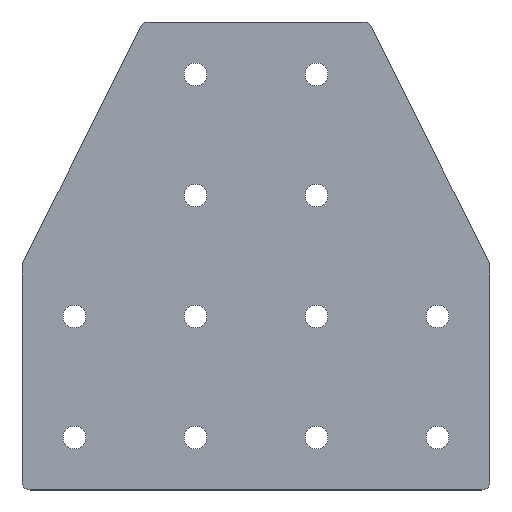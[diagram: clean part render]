
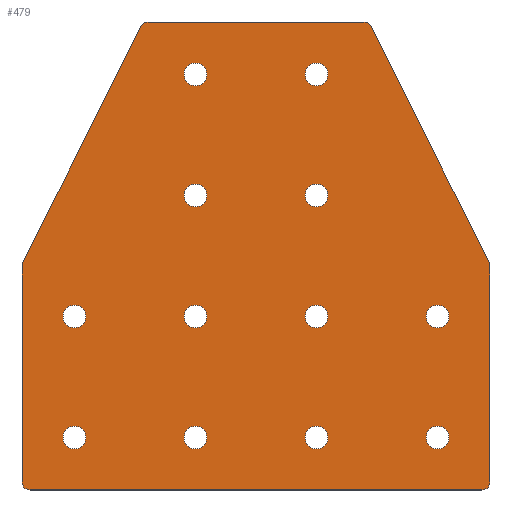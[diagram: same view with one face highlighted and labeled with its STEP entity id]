
A CAD part, top view. The second image highlights one B-rep face of the part: STEP entity #479.
In plain terms, the highlighted planar face has unit normal (0, 0, 1).
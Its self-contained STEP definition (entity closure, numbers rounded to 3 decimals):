
#15=FACE_BOUND('',#88,.T.);
#16=FACE_BOUND('',#89,.T.);
#17=FACE_BOUND('',#90,.T.);
#18=FACE_BOUND('',#91,.T.);
#19=FACE_BOUND('',#92,.T.);
#20=FACE_BOUND('',#93,.T.);
#21=FACE_BOUND('',#94,.T.);
#22=FACE_BOUND('',#95,.T.);
#23=FACE_BOUND('',#96,.T.);
#24=FACE_BOUND('',#97,.T.);
#25=FACE_BOUND('',#98,.T.);
#26=FACE_BOUND('',#99,.T.);
#52=PLANE('',#509);
#61=FACE_OUTER_BOUND('',#87,.T.);
#87=EDGE_LOOP('',(#347,#348,#349,#350,#351,#352,#353,#354,#355,#356,#357,
#358));
#88=EDGE_LOOP('',(#359));
#89=EDGE_LOOP('',(#360));
#90=EDGE_LOOP('',(#361));
#91=EDGE_LOOP('',(#362));
#92=EDGE_LOOP('',(#363));
#93=EDGE_LOOP('',(#364));
#94=EDGE_LOOP('',(#365));
#95=EDGE_LOOP('',(#366));
#96=EDGE_LOOP('',(#367));
#97=EDGE_LOOP('',(#368));
#98=EDGE_LOOP('',(#369));
#99=EDGE_LOOP('',(#370));
#149=LINE('',#729,#173);
#152=LINE('',#735,#176);
#153=LINE('',#739,#177);
#154=LINE('',#743,#178);
#155=LINE('',#747,#179);
#156=LINE('',#751,#180);
#173=VECTOR('',#579,80.292);
#176=VECTOR('',#584,98.061);
#177=VECTOR('',#587,80.292);
#178=VECTOR('',#590,98.061);
#179=VECTOR('',#593,80.292);
#180=VECTOR('',#596,168.);
#195=CIRCLE('',#506,3.);
#197=CIRCLE('',#510,3.);
#198=CIRCLE('',#511,3.);
#199=CIRCLE('',#512,3.);
#200=CIRCLE('',#513,3.);
#201=CIRCLE('',#514,3.);
#202=CIRCLE('',#515,4.25);
#203=CIRCLE('',#516,4.25);
#204=CIRCLE('',#517,4.25);
#205=CIRCLE('',#518,4.25);
#206=CIRCLE('',#519,4.25);
#207=CIRCLE('',#520,4.25);
#208=CIRCLE('',#521,4.25);
#209=CIRCLE('',#522,4.25);
#210=CIRCLE('',#523,4.25);
#211=CIRCLE('',#524,4.25);
#212=CIRCLE('',#525,4.25);
#213=CIRCLE('',#526,4.25);
#231=VERTEX_POINT('',#719);
#232=VERTEX_POINT('',#720);
#235=VERTEX_POINT('',#728);
#237=VERTEX_POINT('',#734);
#238=VERTEX_POINT('',#736);
#239=VERTEX_POINT('',#738);
#240=VERTEX_POINT('',#740);
#241=VERTEX_POINT('',#742);
#242=VERTEX_POINT('',#744);
#243=VERTEX_POINT('',#746);
#244=VERTEX_POINT('',#748);
#245=VERTEX_POINT('',#750);
#246=VERTEX_POINT('',#753);
#247=VERTEX_POINT('',#755);
#248=VERTEX_POINT('',#757);
#249=VERTEX_POINT('',#759);
#250=VERTEX_POINT('',#761);
#251=VERTEX_POINT('',#763);
#252=VERTEX_POINT('',#765);
#253=VERTEX_POINT('',#767);
#254=VERTEX_POINT('',#769);
#255=VERTEX_POINT('',#771);
#256=VERTEX_POINT('',#773);
#257=VERTEX_POINT('',#775);
#279=EDGE_CURVE('',#231,#232,#195,.T.);
#283=EDGE_CURVE('',#235,#232,#149,.T.);
#286=EDGE_CURVE('',#231,#237,#152,.T.);
#287=EDGE_CURVE('',#238,#237,#197,.T.);
#288=EDGE_CURVE('',#238,#239,#153,.T.);
#289=EDGE_CURVE('',#240,#239,#198,.T.);
#290=EDGE_CURVE('',#240,#241,#154,.T.);
#291=EDGE_CURVE('',#242,#241,#199,.T.);
#292=EDGE_CURVE('',#242,#243,#155,.T.);
#293=EDGE_CURVE('',#244,#243,#200,.T.);
#294=EDGE_CURVE('',#244,#245,#156,.T.);
#295=EDGE_CURVE('',#235,#245,#201,.T.);
#296=EDGE_CURVE('',#246,#246,#202,.T.);
#297=EDGE_CURVE('',#247,#247,#203,.T.);
#298=EDGE_CURVE('',#248,#248,#204,.T.);
#299=EDGE_CURVE('',#249,#249,#205,.T.);
#300=EDGE_CURVE('',#250,#250,#206,.T.);
#301=EDGE_CURVE('',#251,#251,#207,.T.);
#302=EDGE_CURVE('',#252,#252,#208,.T.);
#303=EDGE_CURVE('',#253,#253,#209,.T.);
#304=EDGE_CURVE('',#254,#254,#210,.T.);
#305=EDGE_CURVE('',#255,#255,#211,.T.);
#306=EDGE_CURVE('',#256,#256,#212,.T.);
#307=EDGE_CURVE('',#257,#257,#213,.T.);
#347=ORIENTED_EDGE('',*,*,#279,.F.);
#348=ORIENTED_EDGE('',*,*,#286,.T.);
#349=ORIENTED_EDGE('',*,*,#287,.F.);
#350=ORIENTED_EDGE('',*,*,#288,.T.);
#351=ORIENTED_EDGE('',*,*,#289,.F.);
#352=ORIENTED_EDGE('',*,*,#290,.T.);
#353=ORIENTED_EDGE('',*,*,#291,.F.);
#354=ORIENTED_EDGE('',*,*,#292,.T.);
#355=ORIENTED_EDGE('',*,*,#293,.F.);
#356=ORIENTED_EDGE('',*,*,#294,.T.);
#357=ORIENTED_EDGE('',*,*,#295,.F.);
#358=ORIENTED_EDGE('',*,*,#283,.T.);
#359=ORIENTED_EDGE('',*,*,#296,.T.);
#360=ORIENTED_EDGE('',*,*,#297,.T.);
#361=ORIENTED_EDGE('',*,*,#298,.T.);
#362=ORIENTED_EDGE('',*,*,#299,.T.);
#363=ORIENTED_EDGE('',*,*,#300,.T.);
#364=ORIENTED_EDGE('',*,*,#301,.T.);
#365=ORIENTED_EDGE('',*,*,#302,.T.);
#366=ORIENTED_EDGE('',*,*,#303,.T.);
#367=ORIENTED_EDGE('',*,*,#304,.T.);
#368=ORIENTED_EDGE('',*,*,#305,.T.);
#369=ORIENTED_EDGE('',*,*,#306,.T.);
#370=ORIENTED_EDGE('',*,*,#307,.T.);
#479=ADVANCED_FACE('',(#61,#15,#16,#17,#18,#19,#20,#21,#22,#23,#24,#25,
#26),#52,.T.);
#506=AXIS2_PLACEMENT_3D('',#721,#571,#572);
#509=AXIS2_PLACEMENT_3D('',#733,#582,#583);
#510=AXIS2_PLACEMENT_3D('',#737,#585,#586);
#511=AXIS2_PLACEMENT_3D('',#741,#588,#589);
#512=AXIS2_PLACEMENT_3D('',#745,#591,#592);
#513=AXIS2_PLACEMENT_3D('',#749,#594,#595);
#514=AXIS2_PLACEMENT_3D('',#752,#597,#598);
#515=AXIS2_PLACEMENT_3D('',#754,#599,#600);
#516=AXIS2_PLACEMENT_3D('',#756,#601,#602);
#517=AXIS2_PLACEMENT_3D('',#758,#603,#604);
#518=AXIS2_PLACEMENT_3D('',#760,#605,#606);
#519=AXIS2_PLACEMENT_3D('',#762,#607,#608);
#520=AXIS2_PLACEMENT_3D('',#764,#609,#610);
#521=AXIS2_PLACEMENT_3D('',#766,#611,#612);
#522=AXIS2_PLACEMENT_3D('',#768,#613,#614);
#523=AXIS2_PLACEMENT_3D('',#770,#615,#616);
#524=AXIS2_PLACEMENT_3D('',#772,#617,#618);
#525=AXIS2_PLACEMENT_3D('',#774,#619,#620);
#526=AXIS2_PLACEMENT_3D('',#776,#621,#622);
#571=DIRECTION('center_axis',(0.,0.,-1.));
#572=DIRECTION('ref_axis',(0.973,0.23,0.));
#579=DIRECTION('',(0.,1.,0.));
#582=DIRECTION('center_axis',(0.,0.,1.));
#583=DIRECTION('ref_axis',(1.,0.,0.));
#584=DIRECTION('',(-0.447,0.894,0.));
#585=DIRECTION('center_axis',(0.,0.,-1.));
#586=DIRECTION('ref_axis',(0.526,0.851,0.));
#587=DIRECTION('',(-1.,0.,0.));
#588=DIRECTION('center_axis',(0.,0.,-1.));
#589=DIRECTION('ref_axis',(-0.526,0.851,0.));
#590=DIRECTION('',(-0.447,-0.894,0.));
#591=DIRECTION('center_axis',(0.,0.,-1.));
#592=DIRECTION('ref_axis',(-0.973,0.23,0.));
#593=DIRECTION('',(0.,-1.,0.));
#594=DIRECTION('center_axis',(0.,0.,-1.));
#595=DIRECTION('ref_axis',(-0.707,-0.707,0.));
#596=DIRECTION('',(1.,0.,0.));
#597=DIRECTION('center_axis',(0.,0.,-1.));
#598=DIRECTION('ref_axis',(0.707,-0.707,0.));
#599=DIRECTION('center_axis',(0.,0.,-1.));
#600=DIRECTION('ref_axis',(-1.,0.,0.));
#601=DIRECTION('center_axis',(0.,0.,-1.));
#602=DIRECTION('ref_axis',(-1.,0.,0.));
#603=DIRECTION('center_axis',(0.,0.,-1.));
#604=DIRECTION('ref_axis',(-1.,0.,0.));
#605=DIRECTION('center_axis',(0.,0.,-1.));
#606=DIRECTION('ref_axis',(-1.,0.,0.));
#607=DIRECTION('center_axis',(0.,0.,-1.));
#608=DIRECTION('ref_axis',(-1.,0.,0.));
#609=DIRECTION('center_axis',(0.,0.,-1.));
#610=DIRECTION('ref_axis',(-1.,0.,0.));
#611=DIRECTION('center_axis',(0.,0.,-1.));
#612=DIRECTION('ref_axis',(-1.,0.,0.));
#613=DIRECTION('center_axis',(0.,0.,-1.));
#614=DIRECTION('ref_axis',(-1.,0.,0.));
#615=DIRECTION('center_axis',(0.,0.,-1.));
#616=DIRECTION('ref_axis',(-1.,0.,0.));
#617=DIRECTION('center_axis',(0.,0.,-1.));
#618=DIRECTION('ref_axis',(-1.,0.,0.));
#619=DIRECTION('center_axis',(0.,0.,-1.));
#620=DIRECTION('ref_axis',(-1.,0.,0.));
#621=DIRECTION('center_axis',(0.,0.,-1.));
#622=DIRECTION('ref_axis',(-1.,0.,0.));
#719=CARTESIAN_POINT('',(86.683,84.633,5.));
#720=CARTESIAN_POINT('',(87.,83.292,5.));
#721=CARTESIAN_POINT('Origin',(84.,83.292,5.));
#728=CARTESIAN_POINT('',(87.,3.,5.));
#729=CARTESIAN_POINT('',(87.,0.,5.));
#733=CARTESIAN_POINT('Origin',(0.,75.939,5.));
#734=CARTESIAN_POINT('',(42.829,172.342,5.));
#735=CARTESIAN_POINT('',(87.,84.,5.));
#736=CARTESIAN_POINT('',(40.146,174.,5.));
#737=CARTESIAN_POINT('Origin',(40.146,171.,5.));
#738=CARTESIAN_POINT('',(-40.146,174.,5.));
#739=CARTESIAN_POINT('',(42.,174.,5.));
#740=CARTESIAN_POINT('',(-42.829,172.342,5.));
#741=CARTESIAN_POINT('Origin',(-40.146,171.,5.));
#742=CARTESIAN_POINT('',(-86.683,84.633,5.));
#743=CARTESIAN_POINT('',(-42.,174.,5.));
#744=CARTESIAN_POINT('',(-87.,83.292,5.));
#745=CARTESIAN_POINT('Origin',(-84.,83.292,5.));
#746=CARTESIAN_POINT('',(-87.,3.,5.));
#747=CARTESIAN_POINT('',(-87.,84.,5.));
#748=CARTESIAN_POINT('',(-84.,0.,5.));
#749=CARTESIAN_POINT('Origin',(-84.,3.,5.));
#750=CARTESIAN_POINT('',(84.,0.,5.));
#751=CARTESIAN_POINT('',(-87.,0.,5.));
#752=CARTESIAN_POINT('Origin',(84.,3.,5.));
#753=CARTESIAN_POINT('',(-63.25,19.5,5.));
#754=CARTESIAN_POINT('Origin',(-67.5,19.5,5.));
#755=CARTESIAN_POINT('',(-18.25,19.5,5.));
#756=CARTESIAN_POINT('Origin',(-22.5,19.5,5.));
#757=CARTESIAN_POINT('',(-63.25,64.5,5.));
#758=CARTESIAN_POINT('Origin',(-67.5,64.5,5.));
#759=CARTESIAN_POINT('',(-18.25,64.5,5.));
#760=CARTESIAN_POINT('Origin',(-22.5,64.5,5.));
#761=CARTESIAN_POINT('',(-18.25,154.5,5.));
#762=CARTESIAN_POINT('Origin',(-22.5,154.5,5.));
#763=CARTESIAN_POINT('',(-18.25,109.5,5.));
#764=CARTESIAN_POINT('Origin',(-22.5,109.5,5.));
#765=CARTESIAN_POINT('',(71.75,64.5,5.));
#766=CARTESIAN_POINT('Origin',(67.5,64.5,5.));
#767=CARTESIAN_POINT('',(26.75,109.5,5.));
#768=CARTESIAN_POINT('Origin',(22.5,109.5,5.));
#769=CARTESIAN_POINT('',(26.75,64.5,5.));
#770=CARTESIAN_POINT('Origin',(22.5,64.5,5.));
#771=CARTESIAN_POINT('',(71.75,19.5,5.));
#772=CARTESIAN_POINT('Origin',(67.5,19.5,5.));
#773=CARTESIAN_POINT('',(26.75,19.5,5.));
#774=CARTESIAN_POINT('Origin',(22.5,19.5,5.));
#775=CARTESIAN_POINT('',(26.75,154.5,5.));
#776=CARTESIAN_POINT('Origin',(22.5,154.5,5.));
